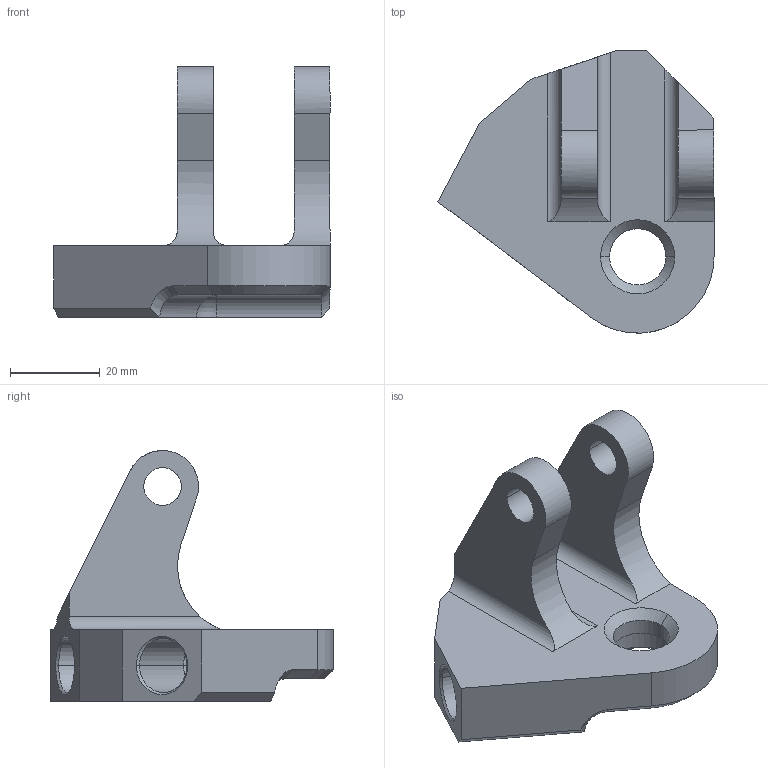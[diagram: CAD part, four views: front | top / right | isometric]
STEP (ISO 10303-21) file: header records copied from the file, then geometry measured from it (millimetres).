
FILE_DESCRIPTION(('CATIA V5 STEP Exchange'),'2;1');
FILE_NAME('insert_PM_arr_sup_EPSA.stp','2018-03-12T08:11:44+00:00',('none'),('none'),'CATIA Version 5 Release 19 SP 2 (IN-10)','CATIA V5 STEP AP203','none');
FILE_SCHEMA(('CONFIG_CONTROL_DESIGN'));
Length unit declared in the file: millimetre
Products named in the file (1): insertion
Bounding box: 61.44 x 62.83 x 55.82 mm (x, y, z)
Volume: 42813.2 mm3; surface area: 14149.3 mm2
Topology: 1 solids, 1 shells, 63 faces, 163 edges, 113 vertices
Faces by surface type: plane 24, cylinder 22, cone 14, bspline 2, sphere 1
Entity records: 2199 total; most frequent: CARTESIAN_POINT 718, ORIENTED_EDGE 316, DIRECTION 236, EDGE_CURVE 158, VERTEX_POINT 100, AXIS2_PLACEMENT_3D 95, VECTOR 92, LINE 92
